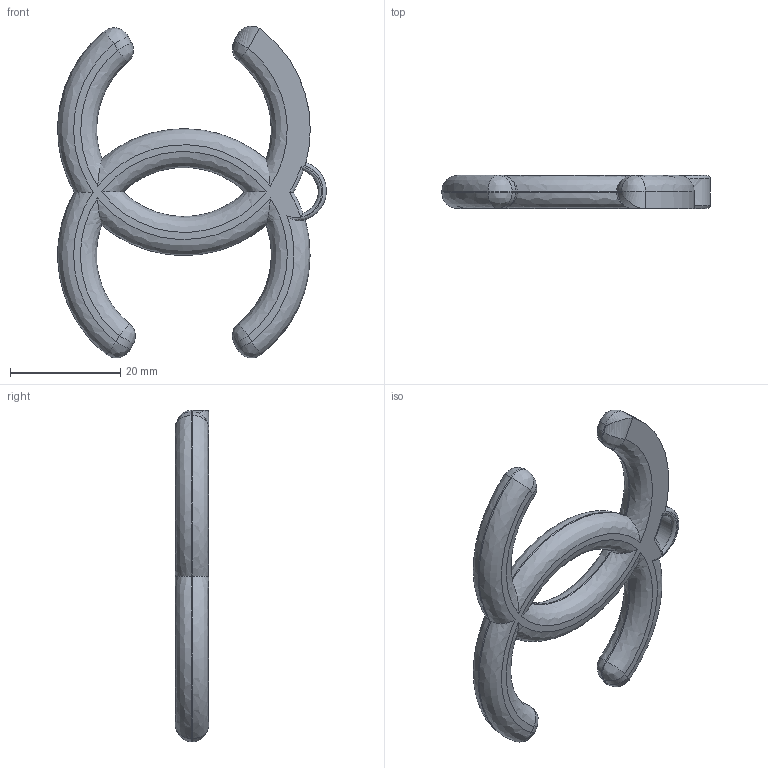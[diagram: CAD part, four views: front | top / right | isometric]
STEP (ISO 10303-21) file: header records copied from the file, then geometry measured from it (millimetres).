
FILE_DESCRIPTION(('FreeCAD Model'),'2;1');
FILE_NAME('Open CASCADE Shape Model','2025-04-27T21:31:56',('FreeCAD'),( 'FreeCAD'),'Open CASCADE STEP processor 7.6','FreeCAD','Unknown');
FILE_SCHEMA(('AUTOMOTIVE_DESIGN { 1 0 10303 214 1 1 1 1 }'));
Length unit declared in the file: millimetre
Products named in the file (1): Open CASCADE STEP translator 7.6 1
Bounding box: 48.77 x 6.02 x 60.23 mm (x, y, z)
Volume: 6764.2 mm3; surface area: 4133.4 mm2
Topology: 1 solids, 1 shells, 84 faces, 187 edges, 103 vertices
Faces by surface type: bspline 84
Entity records: 2586 total; most frequent: CARTESIAN_POINT 1568, ORIENTED_EDGE 374, EDGE_CURVE 187, VERTEX_POINT 103, FACE_BOUND 86, EDGE_LOOP 86, ADVANCED_FACE 84, B_SPLINE_CURVE_WITH_KNOTS 75
